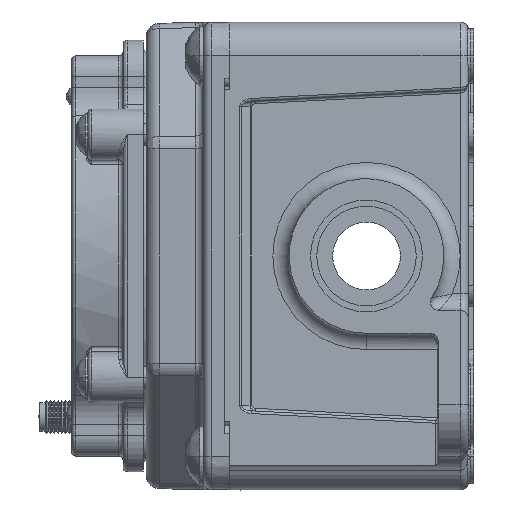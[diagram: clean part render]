
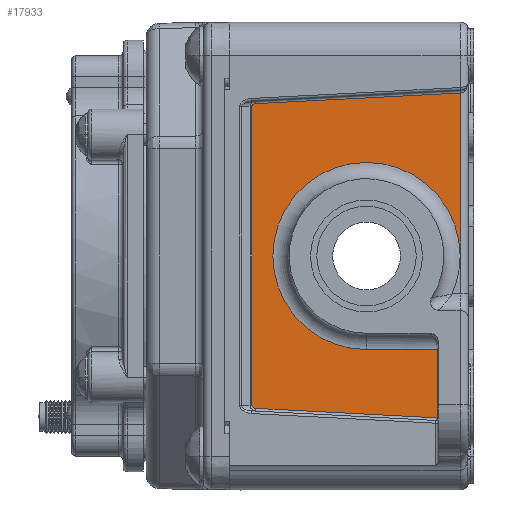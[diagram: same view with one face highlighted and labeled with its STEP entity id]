
A CAD part, left-side view. The second image highlights one B-rep face of the part: STEP entity #17933.
In plain terms, the highlighted planar face has unit normal (-1, 0, 0).
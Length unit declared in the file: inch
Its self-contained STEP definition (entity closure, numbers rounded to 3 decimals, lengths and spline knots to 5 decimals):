
#5083=DIRECTION('',(0.,-0.999,0.052));
#5084=VECTOR('',#5083,1.50725);
#5085=CARTESIAN_POINT('',(-2.45,1.56519,1.12294));
#5086=LINE('',#5085,#5084);
#5087=DIRECTION('',(0.,0.,1.));
#5088=VECTOR('',#5087,1.20183);
#5089=CARTESIAN_POINT('',(-2.45,0.06,0.));
#5090=LINE('',#5089,#5088);
#5091=CARTESIAN_POINT('',(-2.45,0.75,0.));
#5092=DIRECTION('',(-1.,0.,0.));
#5093=DIRECTION('',(0.,-1.,0.));
#5094=AXIS2_PLACEMENT_3D('',#5091,#5092,#5093);
#5096=DIRECTION('',(0.,-1.,0.));
#5097=VECTOR('',#5096,0.525);
#5098=CARTESIAN_POINT('',(-2.45,0.75,-0.69));
#5099=LINE('',#5098,#5097);
#5100=CARTESIAN_POINT('',(-2.45,0.225,-1.19239));
#5101=CARTESIAN_POINT('',(-2.45,0.225,-1.17228));
#5102=CARTESIAN_POINT('',(-2.45,0.225,-1.13352));
#5103=CARTESIAN_POINT('',(-2.45,0.225,-1.08001));
#5104=CARTESIAN_POINT('',(-2.45,0.225,-1.03041));
#5105=CARTESIAN_POINT('',(-2.45,0.225,-0.98453));
#5106=CARTESIAN_POINT('',(-2.45,0.225,-0.9422));
#5107=CARTESIAN_POINT('',(-2.45,0.225,-0.90317));
#5108=CARTESIAN_POINT('',(-2.45,0.225,
-0.86715));
#5109=CARTESIAN_POINT('',(-2.45,0.225,
-0.83396));
#5110=CARTESIAN_POINT('',(-2.45,0.225,
-0.8037));
#5111=CARTESIAN_POINT('',(-2.45,0.225,
-0.77647));
#5112=CARTESIAN_POINT('',(-2.45,0.225,
-0.75221));
#5113=CARTESIAN_POINT('',(-2.45,0.22498,
-0.73016));
#5114=CARTESIAN_POINT('',(-2.45,0.22508,
-0.70971));
#5115=CARTESIAN_POINT('',(-2.45,0.22481,
-0.69646));
#5116=CARTESIAN_POINT('',(-2.45,0.225,
-0.69));
#5118=CARTESIAN_POINT('',(-2.45,0.24,-1.19239));
#5119=DIRECTION('',(1.,0.,0.));
#5120=DIRECTION('',(0.,-1.,0.));
#5121=AXIS2_PLACEMENT_3D('',#5118,#5119,#5120);
#5123=DIRECTION('',(0.,0.999,0.052));
#5124=VECTOR('',#5123,1.34201);
#5125=CARTESIAN_POINT('',(-2.45,0.22502,
-1.19318));
#5126=LINE('',#5125,#5124);
#5127=CARTESIAN_POINT('',(-2.45,1.56519,-1.12294));
#5128=CARTESIAN_POINT('',(-2.45,1.56698,-1.12285));
#5129=CARTESIAN_POINT('',(-2.45,1.57038,-1.12247));
#5130=CARTESIAN_POINT('',(-2.45,1.57492,-1.12149));
#5131=CARTESIAN_POINT('',(-2.45,1.57891,-1.12021));
#5132=CARTESIAN_POINT('',(-2.45,1.58241,-1.11868));
#5133=CARTESIAN_POINT('',(-2.45,1.58542,-1.11699));
#5134=CARTESIAN_POINT('',(-2.45,1.58793,-1.11521));
#5135=CARTESIAN_POINT('',(-2.45,1.58996,-1.11341));
#5136=CARTESIAN_POINT('',(-2.45,1.59165,-1.11157));
#5137=CARTESIAN_POINT('',(-2.45,1.59309,-1.10954));
#5138=CARTESIAN_POINT('',(-2.45,1.59427,-1.10724));
#5139=CARTESIAN_POINT('',(-2.45,1.59506,-1.10473));
#5140=CARTESIAN_POINT('',(-2.45,1.59526,-1.10294));
#5141=CARTESIAN_POINT('',(-2.45,1.59526,-1.10201));
#5143=DIRECTION('',(0.,0.,1.));
#5144=VECTOR('',#5143,2.20403);
#5145=CARTESIAN_POINT('',(-2.45,1.59526,-1.10201));
#5146=LINE('',#5145,#5144);
#5147=CARTESIAN_POINT('',(-2.45,1.59526,1.10201));
#5148=CARTESIAN_POINT('',(-2.45,1.59526,1.10292));
#5149=CARTESIAN_POINT('',(-2.45,1.59507,1.10472));
#5150=CARTESIAN_POINT('',(-2.45,1.59421,1.10744));
#5151=CARTESIAN_POINT('',(-2.45,1.59279,1.11005));
#5152=CARTESIAN_POINT('',(-2.45,1.59088,1.1125));
#5153=CARTESIAN_POINT('',(-2.45,1.58854,1.11473));
#5154=CARTESIAN_POINT('',(-2.45,1.58588,1.1167));
#5155=CARTESIAN_POINT('',(-2.45,1.58288,1.11845));
#5156=CARTESIAN_POINT('',(-2.45,1.57934,1.12004));
#5157=CARTESIAN_POINT('',(-2.45,1.57521,1.12142));
#5158=CARTESIAN_POINT('',(-2.45,1.57053,1.12245));
#5159=CARTESIAN_POINT('',(-2.45,1.56703,1.12285));
#5160=CARTESIAN_POINT('',(-2.45,1.56519,1.12294));
#5227=CARTESIAN_POINT('',(-2.45,0.06,1.20183));
#7597=CARTESIAN_POINT('',(-2.45,0.225,
-0.69));
#8387=CARTESIAN_POINT('',(-2.45,0.75,-0.69));
#8388=VERTEX_POINT('',#8387);
#8455=CARTESIAN_POINT('',(-2.45,0.06,0.));
#8456=VERTEX_POINT('',#8455);
#8678=VERTEX_POINT('',#7597);
#9337=VERTEX_POINT('',#5227);
#9339=CARTESIAN_POINT('',(-2.45,1.56519,1.12294));
#9340=VERTEX_POINT('',#9339);
#9343=VERTEX_POINT('',#5147);
#9345=CARTESIAN_POINT('',(-2.45,1.59526,-1.10201));
#9346=VERTEX_POINT('',#9345);
#9349=VERTEX_POINT('',#5127);
#9353=CARTESIAN_POINT('',(-2.45,0.22502,
-1.19318));
#9354=VERTEX_POINT('',#9353);
#9361=CARTESIAN_POINT('',(-2.45,0.225,-1.19239));
#9362=VERTEX_POINT('',#9361);
#17908=CARTESIAN_POINT('',(-2.45,0.,0.));
#17909=DIRECTION('',(-1.,0.,0.));
#17910=DIRECTION('',(0.,0.,1.));
#17911=AXIS2_PLACEMENT_3D('',#17908,#17909,#17910);
#17912=PLANE('',#17911);
#17914=ORIENTED_EDGE('',*,*,#17913,.T.);
#17916=ORIENTED_EDGE('',*,*,#17915,.F.);
#17918=ORIENTED_EDGE('',*,*,#17917,.T.);
#17920=ORIENTED_EDGE('',*,*,#17919,.T.);
#17921=ORIENTED_EDGE('',*,*,#17872,.F.);
#17922=ORIENTED_EDGE('',*,*,#17884,.T.);
#17924=ORIENTED_EDGE('',*,*,#17923,.T.);
#17926=ORIENTED_EDGE('',*,*,#17925,.T.);
#17928=ORIENTED_EDGE('',*,*,#17927,.T.);
#17930=ORIENTED_EDGE('',*,*,#17929,.T.);
#17931=EDGE_LOOP('',(#17914,#17916,#17918,#17920,#17921,#17922,#17924,#17926,
#17928,#17930));
#17932=FACE_OUTER_BOUND('',#17931,.F.);
#17933=ADVANCED_FACE('',(#17932),#17912,.T.);
#5095=CIRCLE('',#5094,0.69);
#5117=B_SPLINE_CURVE_WITH_KNOTS('',3,(#5100,#5101,#5102,#5103,#5104,#5105,#5106,
#5107,#5108,#5109,#5110,#5111,#5112,#5113,#5114,#5115,#5116),.UNSPECIFIED.,.F.,
.F.,(4,1,1,1,1,1,1,1,1,1,1,1,1,1,4),(0.,0.07143,0.14286,
0.21429,0.28571,0.35714,0.42857,0.5,
0.57143,0.64286,0.71429,0.78571,
0.85714,0.92857,1.),.UNSPECIFIED.);
#5122=CIRCLE('',#5121,0.015);
#5142=B_SPLINE_CURVE_WITH_KNOTS('',3,(#5127,#5128,#5129,#5130,#5131,#5132,#5133,
#5134,#5135,#5136,#5137,#5138,#5139,#5140,#5141),.UNSPECIFIED.,.F.,.F.,(4,1,1,1,
1,1,1,1,1,1,1,1,4),(0.,0.08333,0.16667,0.25,
0.33333,0.41667,0.5,0.58333,0.66667,
0.75,0.83333,0.91667,1.),.UNSPECIFIED.);
#5161=B_SPLINE_CURVE_WITH_KNOTS('',3,(#5147,#5148,#5149,#5150,#5151,#5152,#5153,
#5154,#5155,#5156,#5157,#5158,#5159,#5160),.UNSPECIFIED.,.F.,.F.,(4,1,1,1,1,1,1,
1,1,1,1,4),(0.,0.09091,0.18182,0.27273,
0.36364,0.45455,0.54545,0.63636,
0.72727,0.81818,0.90909,1.),.UNSPECIFIED.);
#17872=EDGE_CURVE('',#9362,#8678,#5117,.T.);
#17884=EDGE_CURVE('',#9362,#9354,#5122,.T.);
#17913=EDGE_CURVE('',#9340,#9337,#5086,.T.);
#17915=EDGE_CURVE('',#8456,#9337,#5090,.T.);
#17917=EDGE_CURVE('',#8456,#8388,#5095,.T.);
#17919=EDGE_CURVE('',#8388,#8678,#5099,.T.);
#17923=EDGE_CURVE('',#9354,#9349,#5126,.T.);
#17925=EDGE_CURVE('',#9349,#9346,#5142,.T.);
#17927=EDGE_CURVE('',#9346,#9343,#5146,.T.);
#17929=EDGE_CURVE('',#9343,#9340,#5161,.T.);
